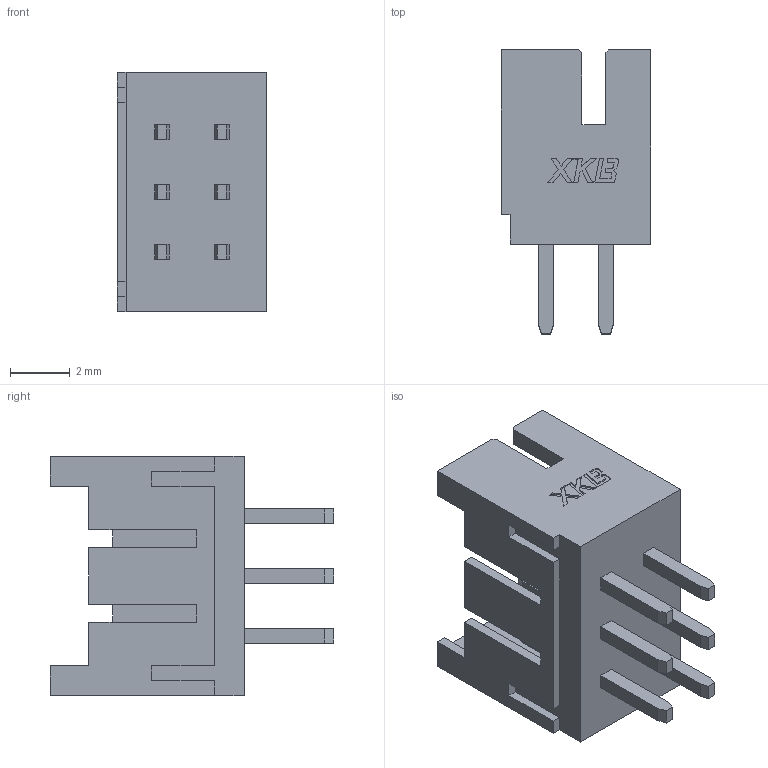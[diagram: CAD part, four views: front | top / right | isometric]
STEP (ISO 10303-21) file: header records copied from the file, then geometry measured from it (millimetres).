
FILE_DESCRIPTION (( 'STEP AP214' ), '1' );
FILE_NAME ('x2026wv-2x03-n0sn.STEP', '2023-01-20T00:20:50', ( '' ), ( '' ), 'SwSTEP 2.0', 'SolidWorks 2022', '' );
FILE_SCHEMA (( 'AUTOMOTIVE_DESIGN' ));
Length unit declared in the file: millimetre
Products named in the file (8): x2026wv-2x03-n0sn; x2026wv-2x03-n0sn_06; x2026wv-2x03-n0sn_02; x2026wv-2x03-n0sn_01; x2026wv-2x03-n0sn_07; x2026wv-2x03-n0sn_05; x2026wv-2x03-n0sn_04; x2026wv-2x03-n0sn_03
Assembly tree (7 placements, depth 2):
  x2026wv-2x03-n0sn
    x2026wv-2x03-n0sn_01
    x2026wv-2x03-n0sn_02
    x2026wv-2x03-n0sn_03
    x2026wv-2x03-n0sn_04
    x2026wv-2x03-n0sn_05
    x2026wv-2x03-n0sn_06
    x2026wv-2x03-n0sn_07
Bounding box: 5 x 9.5 x 8 mm (x, y, z)
Volume: 80.6 mm3; surface area: 422 mm2
Topology: 7 solids, 7 shells, 194 faces, 519 edges, 346 vertices
Faces by surface type: plane 188, cylinder 6
Entity records: 6265 total; most frequent: CARTESIAN_POINT 1069, ORIENTED_EDGE 1038, DIRECTION 939, EDGE_CURVE 519, VECTOR 507, LINE 507, VERTEX_POINT 346, AXIS2_PLACEMENT_3D 216
